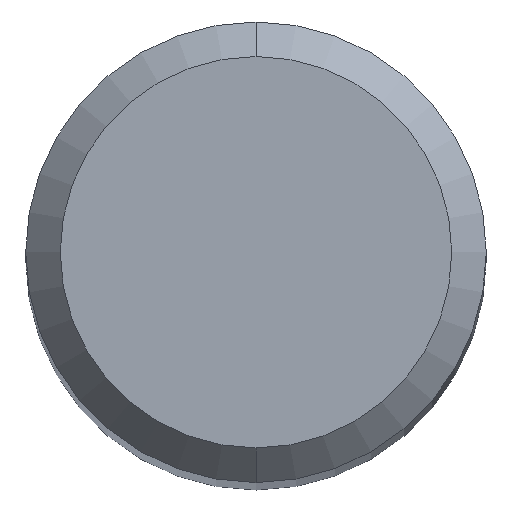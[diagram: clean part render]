
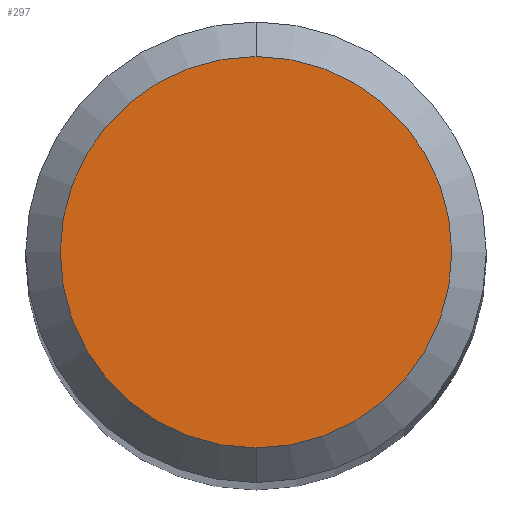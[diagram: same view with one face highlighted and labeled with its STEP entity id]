
A CAD part, top view. The second image highlights one B-rep face of the part: STEP entity #297.
In plain terms, the highlighted planar face has unit normal (0, 0, 1).
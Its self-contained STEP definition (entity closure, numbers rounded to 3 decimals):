
#209=VERTEX_POINT('',#527);
#297=ADVANCED_FACE('',(#625),#626,.T.);
#341=EDGE_CURVE('',#209,#415,#676,.T.);
#415=VERTEX_POINT('',#761);
#459=EDGE_CURVE('',#415,#209,#807,.T.);
#527=CARTESIAN_POINT('',(0.0,1.7,0.0));
#625=FACE_OUTER_BOUND('',#1102,.T.);
#626=PLANE('',#1103);
#676=CIRCLE('',#1183,1.7);
#761=CARTESIAN_POINT('',(0.,-1.7,0.0));
#807=CIRCLE('',#1459,1.7);
#1102=EDGE_LOOP('',(#1629,#1630));
#1103=AXIS2_PLACEMENT_3D('',#1631,#1632,#1633);
#1183=AXIS2_PLACEMENT_3D('',#1684,#1685,#1686);
#1459=AXIS2_PLACEMENT_3D('',#1841,#1842,#1843);
#1629=ORIENTED_EDGE('',*,*,#341,.F.);
#1630=ORIENTED_EDGE('',*,*,#459,.F.);
#1631=CARTESIAN_POINT('',(0.0,0.85,0.0));
#1632=DIRECTION('',(-0.0,0.0,1.0));
#1633=DIRECTION('',(0.0,-1.0,0.0));
#1684=CARTESIAN_POINT('',(0.0,0.0,0.0));
#1685=DIRECTION('',(0.0,0.0,-1.0));
#1686=DIRECTION('',(0.0,1.0,0.0));
#1841=CARTESIAN_POINT('',(0.0,0.0,0.0));
#1842=DIRECTION('',(0.0,0.0,-1.0));
#1843=DIRECTION('',(0.0,1.0,0.0));
